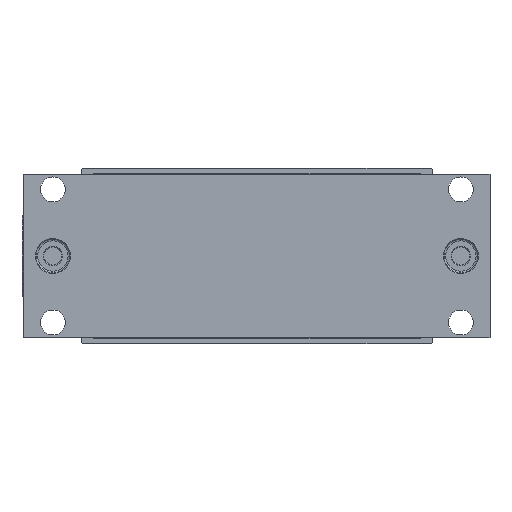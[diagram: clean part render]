
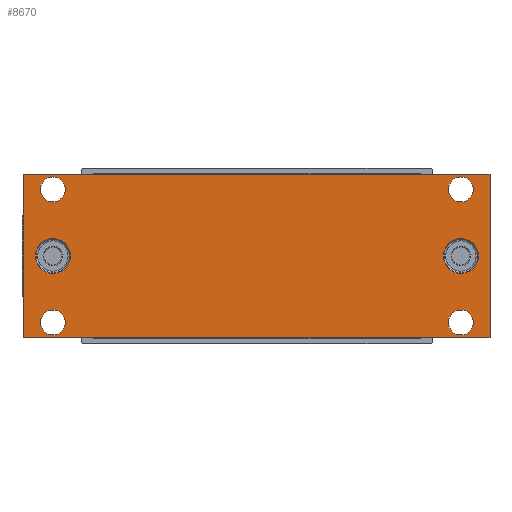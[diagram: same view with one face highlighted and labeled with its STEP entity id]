
A CAD part, front view. The second image highlights one B-rep face of the part: STEP entity #8670.
In plain terms, the highlighted planar face has unit normal (0, -1, 0).
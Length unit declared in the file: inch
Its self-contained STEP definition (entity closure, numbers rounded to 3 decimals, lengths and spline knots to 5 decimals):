
#6817=DIRECTION('',(0.,0.,-1.));
#6818=VECTOR('',#6817,1.45);
#6819=CARTESIAN_POINT('',(-2.07,-0.5,0.725));
#6820=LINE('',#6819,#6818);
#7099=DIRECTION('',(1.,0.,0.));
#7100=VECTOR('',#7099,4.14);
#7101=CARTESIAN_POINT('',(-2.07,-0.5,-0.725));
#7102=LINE('',#7101,#7100);
#7237=DIRECTION('',(1.,0.,0.));
#7238=VECTOR('',#7237,4.14);
#7239=CARTESIAN_POINT('',(-2.07,-0.5,0.725));
#7240=LINE('',#7239,#7238);
#7241=CARTESIAN_POINT('',(-1.811,-0.5,0.591));
#7242=DIRECTION('',(0.,1.,0.));
#7243=DIRECTION('',(1.,0.,0.));
#7244=AXIS2_PLACEMENT_3D('',#7241,#7242,#7243);
#7246=CARTESIAN_POINT('',(-1.811,-0.5,0.591));
#7247=DIRECTION('',(0.,1.,0.));
#7248=DIRECTION('',(-1.,0.,0.));
#7249=AXIS2_PLACEMENT_3D('',#7246,#7247,#7248);
#7251=CARTESIAN_POINT('',(-1.811,-0.5,-0.5905));
#7252=DIRECTION('',(0.,1.,0.));
#7253=DIRECTION('',(1.,0.,0.));
#7254=AXIS2_PLACEMENT_3D('',#7251,#7252,#7253);
#7256=CARTESIAN_POINT('',(-1.811,-0.5,-0.5905));
#7257=DIRECTION('',(0.,1.,0.));
#7258=DIRECTION('',(-1.,0.,0.));
#7259=AXIS2_PLACEMENT_3D('',#7256,#7257,#7258);
#7261=CARTESIAN_POINT('',(1.811,-0.5,0.591));
#7262=DIRECTION('',(0.,-1.,0.));
#7263=DIRECTION('',(-1.,0.,0.));
#7264=AXIS2_PLACEMENT_3D('',#7261,#7262,#7263);
#7266=CARTESIAN_POINT('',(1.811,-0.5,0.591));
#7267=DIRECTION('',(0.,-1.,0.));
#7268=DIRECTION('',(1.,0.,0.));
#7269=AXIS2_PLACEMENT_3D('',#7266,#7267,#7268);
#7271=CARTESIAN_POINT('',(1.811,-0.5,-0.5905));
#7272=DIRECTION('',(0.,-1.,0.));
#7273=DIRECTION('',(-1.,0.,0.));
#7274=AXIS2_PLACEMENT_3D('',#7271,#7272,#7273);
#7276=CARTESIAN_POINT('',(1.811,-0.5,-0.5905));
#7277=DIRECTION('',(0.,-1.,0.));
#7278=DIRECTION('',(1.,0.,0.));
#7279=AXIS2_PLACEMENT_3D('',#7276,#7277,#7278);
#7281=CARTESIAN_POINT('',(-1.811,-0.5,0.));
#7282=DIRECTION('',(0.,1.,0.));
#7283=DIRECTION('',(-1.,0.,0.));
#7284=AXIS2_PLACEMENT_3D('',#7281,#7282,#7283);
#7286=CARTESIAN_POINT('',(-1.811,-0.5,0.));
#7287=DIRECTION('',(0.,1.,0.));
#7288=DIRECTION('',(1.,0.,0.));
#7289=AXIS2_PLACEMENT_3D('',#7286,#7287,#7288);
#7291=CARTESIAN_POINT('',(1.811,-0.5,0.));
#7292=DIRECTION('',(0.,1.,0.));
#7293=DIRECTION('',(-1.,0.,0.));
#7294=AXIS2_PLACEMENT_3D('',#7291,#7292,#7293);
#7296=CARTESIAN_POINT('',(1.811,-0.5,0.));
#7297=DIRECTION('',(0.,1.,0.));
#7298=DIRECTION('',(1.,0.,0.));
#7299=AXIS2_PLACEMENT_3D('',#7296,#7297,#7298);
#7313=DIRECTION('',(0.,0.,-1.));
#7314=VECTOR('',#7313,1.45);
#7315=CARTESIAN_POINT('',(2.07,-0.5,0.725));
#7316=LINE('',#7315,#7314);
#7852=CARTESIAN_POINT('',(-2.07,-0.5,0.725));
#7854=VERTEX_POINT('',#7852);
#7855=CARTESIAN_POINT('',(-2.07,-0.5,-0.725));
#7856=VERTEX_POINT('',#7855);
#7860=CARTESIAN_POINT('',(2.07,-0.5,0.725));
#7862=VERTEX_POINT('',#7860);
#7863=CARTESIAN_POINT('',(2.07,-0.5,-0.725));
#7864=VERTEX_POINT('',#7863);
#7867=CARTESIAN_POINT('',(-1.7005,-0.5,0.591));
#7868=CARTESIAN_POINT('',(-1.9215,-0.5,0.591));
#7869=VERTEX_POINT('',#7867);
#7870=VERTEX_POINT('',#7868);
#7871=CARTESIAN_POINT('',(-1.7005,-0.5,-0.5905));
#7872=CARTESIAN_POINT('',(-1.9215,-0.5,-0.5905));
#7873=VERTEX_POINT('',#7871);
#7874=VERTEX_POINT('',#7872);
#7884=CARTESIAN_POINT('',(1.7005,-0.5,0.591));
#7886=VERTEX_POINT('',#7884);
#7888=CARTESIAN_POINT('',(1.9215,-0.5,0.591));
#7890=VERTEX_POINT('',#7888);
#7892=CARTESIAN_POINT('',(1.7005,-0.5,-0.5905));
#7894=VERTEX_POINT('',#7892);
#7896=CARTESIAN_POINT('',(1.9215,-0.5,-0.5905));
#7898=VERTEX_POINT('',#7896);
#8099=CARTESIAN_POINT('',(-1.966,-0.5,0.));
#8100=CARTESIAN_POINT('',(-1.656,-0.5,0.));
#8101=VERTEX_POINT('',#8099);
#8102=VERTEX_POINT('',#8100);
#8115=CARTESIAN_POINT('',(1.656,-0.5,0.));
#8116=CARTESIAN_POINT('',(1.966,-0.5,0.));
#8117=VERTEX_POINT('',#8115);
#8118=VERTEX_POINT('',#8116);
#8622=CARTESIAN_POINT('',(-2.07,-0.5,0.725));
#8623=DIRECTION('',(0.,-1.,0.));
#8624=DIRECTION('',(0.,0.,-1.));
#8625=AXIS2_PLACEMENT_3D('',#8622,#8623,#8624);
#8626=PLANE('',#8625);
#8627=ORIENTED_EDGE('',*,*,#8138,.F.);
#8628=ORIENTED_EDGE('',*,*,#8184,.T.);
#8630=ORIENTED_EDGE('',*,*,#8629,.T.);
#8631=ORIENTED_EDGE('',*,*,#8442,.F.);
#8632=EDGE_LOOP('',(#8627,#8628,#8630,#8631));
#8633=FACE_OUTER_BOUND('',#8632,.F.);
#8635=ORIENTED_EDGE('',*,*,#8634,.F.);
#8637=ORIENTED_EDGE('',*,*,#8636,.F.);
#8638=EDGE_LOOP('',(#8635,#8637));
#8639=FACE_BOUND('',#8638,.F.);
#8641=ORIENTED_EDGE('',*,*,#8640,.F.);
#8643=ORIENTED_EDGE('',*,*,#8642,.F.);
#8644=EDGE_LOOP('',(#8641,#8643));
#8645=FACE_BOUND('',#8644,.F.);
#8647=ORIENTED_EDGE('',*,*,#8646,.T.);
#8649=ORIENTED_EDGE('',*,*,#8648,.T.);
#8650=EDGE_LOOP('',(#8647,#8649));
#8651=FACE_BOUND('',#8650,.F.);
#8653=ORIENTED_EDGE('',*,*,#8652,.T.);
#8655=ORIENTED_EDGE('',*,*,#8654,.T.);
#8656=EDGE_LOOP('',(#8653,#8655));
#8657=FACE_BOUND('',#8656,.F.);
#8659=ORIENTED_EDGE('',*,*,#8658,.F.);
#8661=ORIENTED_EDGE('',*,*,#8660,.F.);
#8662=EDGE_LOOP('',(#8659,#8661));
#8663=FACE_BOUND('',#8662,.F.);
#8665=ORIENTED_EDGE('',*,*,#8664,.F.);
#8667=ORIENTED_EDGE('',*,*,#8666,.F.);
#8668=EDGE_LOOP('',(#8665,#8667));
#8669=FACE_BOUND('',#8668,.F.);
#8670=ADVANCED_FACE('',(#8633,#8639,#8645,#8651,#8657,#8663,#8669),#8626,.T.);
#7245=CIRCLE('',#7244,0.1105);
#7250=CIRCLE('',#7249,0.1105);
#7255=CIRCLE('',#7254,0.1105);
#7260=CIRCLE('',#7259,0.1105);
#7265=CIRCLE('',#7264,0.1105);
#7270=CIRCLE('',#7269,0.1105);
#7275=CIRCLE('',#7274,0.1105);
#7280=CIRCLE('',#7279,0.1105);
#7285=CIRCLE('',#7284,0.155);
#7290=CIRCLE('',#7289,0.155);
#7295=CIRCLE('',#7294,0.155);
#7300=CIRCLE('',#7299,0.155);
#8138=EDGE_CURVE('',#7854,#7856,#6820,.T.);
#8184=EDGE_CURVE('',#7854,#7862,#7240,.T.);
#8442=EDGE_CURVE('',#7856,#7864,#7102,.T.);
#8629=EDGE_CURVE('',#7862,#7864,#7316,.T.);
#8634=EDGE_CURVE('',#7869,#7870,#7245,.T.);
#8636=EDGE_CURVE('',#7870,#7869,#7250,.T.);
#8640=EDGE_CURVE('',#7873,#7874,#7255,.T.);
#8642=EDGE_CURVE('',#7874,#7873,#7260,.T.);
#8646=EDGE_CURVE('',#7886,#7890,#7265,.T.);
#8648=EDGE_CURVE('',#7890,#7886,#7270,.T.);
#8652=EDGE_CURVE('',#7894,#7898,#7275,.T.);
#8654=EDGE_CURVE('',#7898,#7894,#7280,.T.);
#8658=EDGE_CURVE('',#8101,#8102,#7285,.T.);
#8660=EDGE_CURVE('',#8102,#8101,#7290,.T.);
#8664=EDGE_CURVE('',#8117,#8118,#7295,.T.);
#8666=EDGE_CURVE('',#8118,#8117,#7300,.T.);
